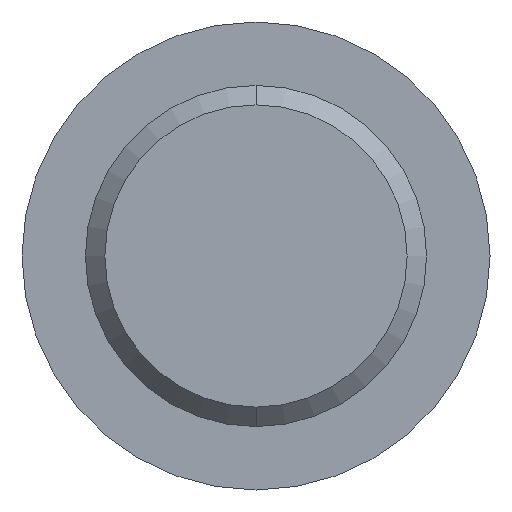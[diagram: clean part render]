
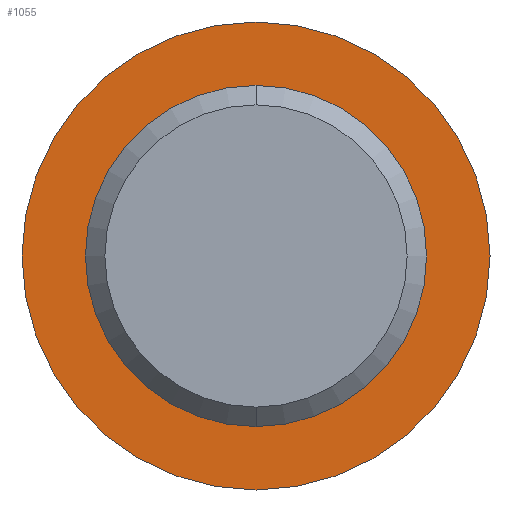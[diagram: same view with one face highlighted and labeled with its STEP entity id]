
A CAD part, front view. The second image highlights one B-rep face of the part: STEP entity #1055.
In plain terms, the highlighted planar face has unit normal (0, -1, 0).
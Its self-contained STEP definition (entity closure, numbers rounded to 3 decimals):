
#12 = DIRECTION ( 'NONE',  ( 0., -1., 0. ) ) ;
#25 = EDGE_LOOP ( 'NONE', ( #219, #1107 ) ) ;
#27 = DIRECTION ( 'NONE',  ( 0., 0., 1. ) ) ;
#30 = VERTEX_POINT ( 'NONE', #1063 ) ;
#33 = FACE_BOUND ( 'NONE', #25, .T. ) ;
#109 = CIRCLE ( 'NONE', #519, 2.4 ) ;
#111 = CARTESIAN_POINT ( 'NONE',  ( 0., 1.1, 0. ) ) ;
#118 = EDGE_CURVE ( 'NONE', #468, #121, #905, .T. ) ;
#121 = VERTEX_POINT ( 'NONE', #597 ) ;
#207 = DIRECTION ( 'NONE',  ( 0., 0., 1. ) ) ;
#219 = ORIENTED_EDGE ( 'NONE', *, *, #391, .T. ) ;
#227 = CIRCLE ( 'NONE', #887, 1.75 ) ;
#379 = DIRECTION ( 'NONE',  ( 0., 0., -1. ) ) ;
#389 = CARTESIAN_POINT ( 'NONE',  ( 0., 1.1, 0. ) ) ;
#391 = EDGE_CURVE ( 'NONE', #30, #677, #984, .T. ) ;
#403 = EDGE_CURVE ( 'NONE', #677, #30, #227, .T. ) ;
#408 = AXIS2_PLACEMENT_3D ( 'NONE', #111, #489, #27 ) ;
#416 = CARTESIAN_POINT ( 'NONE',  ( 0., 1.1, -2.4 ) ) ;
#468 = VERTEX_POINT ( 'NONE', #416 ) ;
#477 = DIRECTION ( 'NONE',  ( 0., 1., 0. ) ) ;
#484 = AXIS2_PLACEMENT_3D ( 'NONE', #389, #1027, #583 ) ;
#489 = DIRECTION ( 'NONE',  ( 0., 1., 0. ) ) ;
#519 = AXIS2_PLACEMENT_3D ( 'NONE', #1174, #1157, #980 ) ;
#557 = FACE_OUTER_BOUND ( 'NONE', #1025, .T. ) ;
#583 = DIRECTION ( 'NONE',  ( 0., 0., 1. ) ) ;
#597 = CARTESIAN_POINT ( 'NONE',  ( 0., 1.1, 2.4 ) ) ;
#613 = ORIENTED_EDGE ( 'NONE', *, *, #118, .F. ) ;
#677 = VERTEX_POINT ( 'NONE', #678 ) ;
#678 = CARTESIAN_POINT ( 'NONE',  ( 0., 1.1, -1.75 ) ) ;
#737 = EDGE_CURVE ( 'NONE', #121, #468, #109, .T. ) ;
#745 = CARTESIAN_POINT ( 'NONE',  ( -1.75, 1.1, 0. ) ) ;
#747 = CARTESIAN_POINT ( 'NONE',  ( 0., 1.1, 0. ) ) ;
#824 = PLANE ( 'NONE',  #1094 ) ;
#887 = AXIS2_PLACEMENT_3D ( 'NONE', #747, #477, #207 ) ;
#905 = CIRCLE ( 'NONE', #408, 2.4 ) ;
#980 = DIRECTION ( 'NONE',  ( 0., 0., 1. ) ) ;
#984 = CIRCLE ( 'NONE', #484, 1.75 ) ;
#1004 = ORIENTED_EDGE ( 'NONE', *, *, #737, .F. ) ;
#1025 = EDGE_LOOP ( 'NONE', ( #1004, #613 ) ) ;
#1027 = DIRECTION ( 'NONE',  ( 0., 1., 0. ) ) ;
#1055 = ADVANCED_FACE ( 'NONE', ( #33, #557 ), #824, .T. ) ;
#1063 = CARTESIAN_POINT ( 'NONE',  ( 0., 1.1, 1.75 ) ) ;
#1094 = AXIS2_PLACEMENT_3D ( 'NONE', #745, #12, #379 ) ;
#1107 = ORIENTED_EDGE ( 'NONE', *, *, #403, .T. ) ;
#1157 = DIRECTION ( 'NONE',  ( 0., 1., 0. ) ) ;
#1174 = CARTESIAN_POINT ( 'NONE',  ( 0., 1.1, 0. ) ) ;
